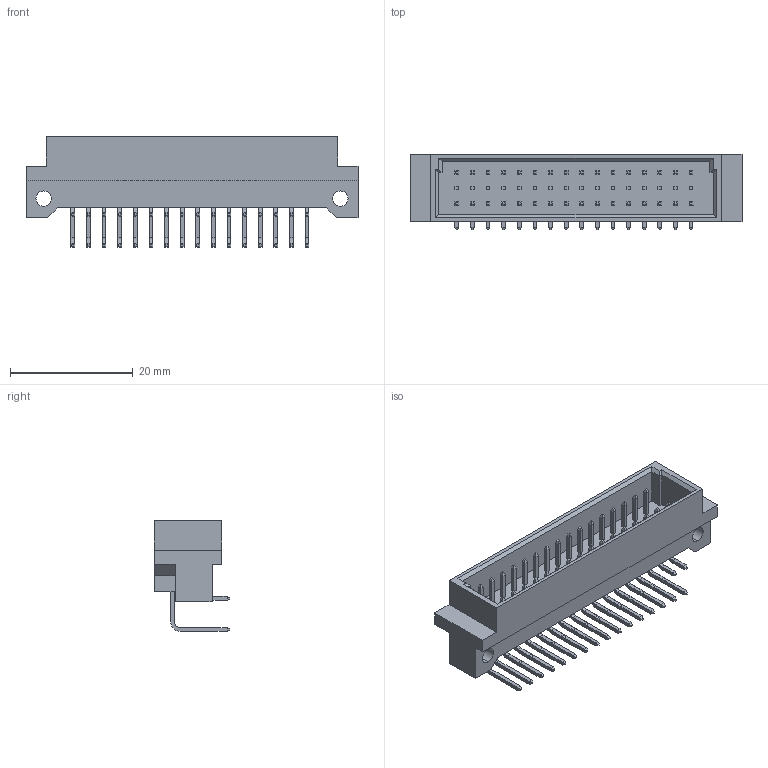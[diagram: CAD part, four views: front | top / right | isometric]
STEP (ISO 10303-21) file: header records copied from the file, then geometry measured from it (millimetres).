
FILE_DESCRIPTION (( 'STEP AP214' ), '1' );
FILE_NAME ('495-032-660-612.STEP', '2020-08-12T16:04:37', ( '' ), ( '' ), 'SwSTEP 2.0', 'SolidWorks 2020', '' );
FILE_SCHEMA (( 'AUTOMOTIVE_DESIGN' ));
Length unit declared in the file: millimetre
Products named in the file (4): 495 Part_48; 495-290-3; 495-032-660-612; 495-290-1
Assembly tree (33 placements, depth 2):
  495-032-660-612
    495 Part_48
    495-290-1  x16
    495-290-3  x16
Bounding box: 54 x 12.27 x 18.05 mm (x, y, z)
Volume: 3680 mm3; surface area: 5495.6 mm2
Topology: 33 solids, 33 shells, 818 faces, 1984 edges, 1234 vertices
Faces by surface type: plane 750, cylinder 68
Entity records: 9370 total; most frequent: CARTESIAN_POINT 1612, ORIENTED_EDGE 1568, DIRECTION 1428, EDGE_CURVE 784, VECTOR 768, LINE 768, VERTEX_POINT 514, EDGE_LOOP 380
